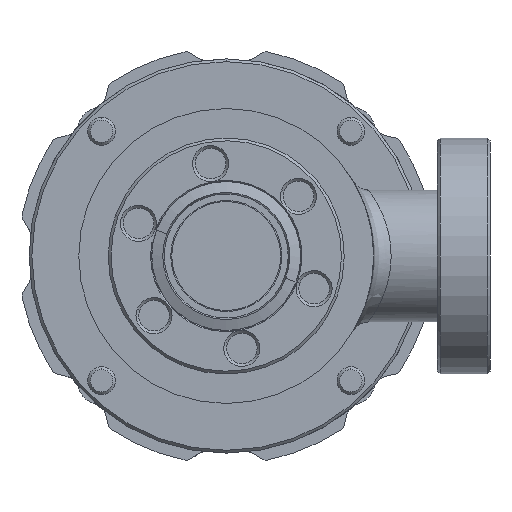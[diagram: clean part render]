
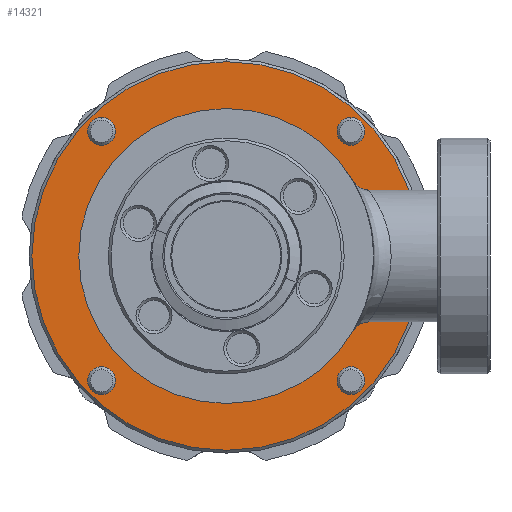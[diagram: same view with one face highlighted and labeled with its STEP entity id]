
A CAD part, front view. The second image highlights one B-rep face of the part: STEP entity #14321.
In plain terms, the highlighted planar face has unit normal (0, -1, 0).
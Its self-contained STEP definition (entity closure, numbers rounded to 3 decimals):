
#78 = DIRECTION ( 'NONE',  ( 0., 0., 1. ) ) ;
#426 = EDGE_CURVE ( 'NONE', #1098, #1092, #4175, .T. ) ;
#462 = EDGE_CURVE ( 'NONE', #3308, #3292, #4232, .T. ) ;
#616 = ORIENTED_EDGE ( 'NONE', *, *, #2063, .T. ) ;
#645 = ORIENTED_EDGE ( 'NONE', *, *, #426, .T. ) ;
#646 = ORIENTED_EDGE ( 'NONE', *, *, #2096, .T. ) ;
#1092 = VERTEX_POINT ( 'NONE', #6378 ) ;
#1098 = VERTEX_POINT ( 'NONE', #6384 ) ;
#2063 = EDGE_CURVE ( 'NONE', #3292, #3308, #4738, .T. ) ;
#2096 = EDGE_CURVE ( 'NONE', #1092, #1098, #8012, .T. ) ;
#3292 = VERTEX_POINT ( 'NONE', #10119 ) ;
#3308 = VERTEX_POINT ( 'NONE', #10135 ) ;
#3381 = EDGE_LOOP ( 'NONE', ( #646, #645 ) ) ;
#3721 = EDGE_LOOP ( 'NONE', ( #4299, #616 ) ) ;
#4175 = CIRCLE ( 'NONE', #5026, 28. ) ;
#4232 = CIRCLE ( 'NONE', #5039, 21.25 ) ;
#4299 = ORIENTED_EDGE ( 'NONE', *, *, #462, .T. ) ;
#4738 = CIRCLE ( 'NONE', #5294, 21.25 ) ;
#5026 = AXIS2_PLACEMENT_3D ( 'NONE', #11090, #11181, #11188 ) ;
#5039 = AXIS2_PLACEMENT_3D ( 'NONE', #12494, #11052, #78 ) ;
#5294 = AXIS2_PLACEMENT_3D ( 'NONE', #7820, #7821, #7822 ) ;
#5322 = AXIS2_PLACEMENT_3D ( 'NONE', #7961, #7962, #7963 ) ;
#5633 = AXIS2_PLACEMENT_3D ( 'NONE', #11414, #11413, #11417 ) ;
#6378 = CARTESIAN_POINT ( 'NONE',  ( 0., 55.3, 28. ) ) ;
#6384 = CARTESIAN_POINT ( 'NONE',  ( 0., 55.3, -28. ) ) ;
#7820 = CARTESIAN_POINT ( 'NONE',  ( 0., 55.3, 0. ) ) ;
#7821 = DIRECTION ( 'NONE',  ( 0., 1., 0. ) ) ;
#7822 = DIRECTION ( 'NONE',  ( 0., 0., 1. ) ) ;
#7961 = CARTESIAN_POINT ( 'NONE',  ( 0., 55.3, 0. ) ) ;
#7962 = DIRECTION ( 'NONE',  ( 0., -1., 0. ) ) ;
#7963 = DIRECTION ( 'NONE',  ( 0., 0., -1. ) ) ;
#8012 = CIRCLE ( 'NONE', #5322, 28. ) ;
#8511 = FACE_OUTER_BOUND ( 'NONE', #3381, .T. ) ;
#8514 = FACE_BOUND ( 'NONE', #3721, .T. ) ;
#10119 = CARTESIAN_POINT ( 'NONE',  ( 0., 55.3, -21.25 ) ) ;
#10135 = CARTESIAN_POINT ( 'NONE',  ( 0., 55.3, 21.25 ) ) ;
#11052 = DIRECTION ( 'NONE',  ( 0., 1., 0. ) ) ;
#11090 = CARTESIAN_POINT ( 'NONE',  ( 0., 55.3, 0. ) ) ;
#11181 = DIRECTION ( 'NONE',  ( 0., -1., 0. ) ) ;
#11188 = DIRECTION ( 'NONE',  ( 0., 0., -1. ) ) ;
#11413 = DIRECTION ( 'NONE',  ( 0., 1., 0. ) ) ;
#11414 = CARTESIAN_POINT ( 'NONE',  ( 0., 55.3, 0. ) ) ;
#11415 = PLANE ( 'NONE',  #5633 ) ;
#11417 = DIRECTION ( 'NONE',  ( 0., 0., 1. ) ) ;
#12494 = CARTESIAN_POINT ( 'NONE',  ( 0., 55.3, 0. ) ) ;
#14321 = ADVANCED_FACE ( 'NONE', ( #8514, #8511 ), #11415, .F. ) ;
